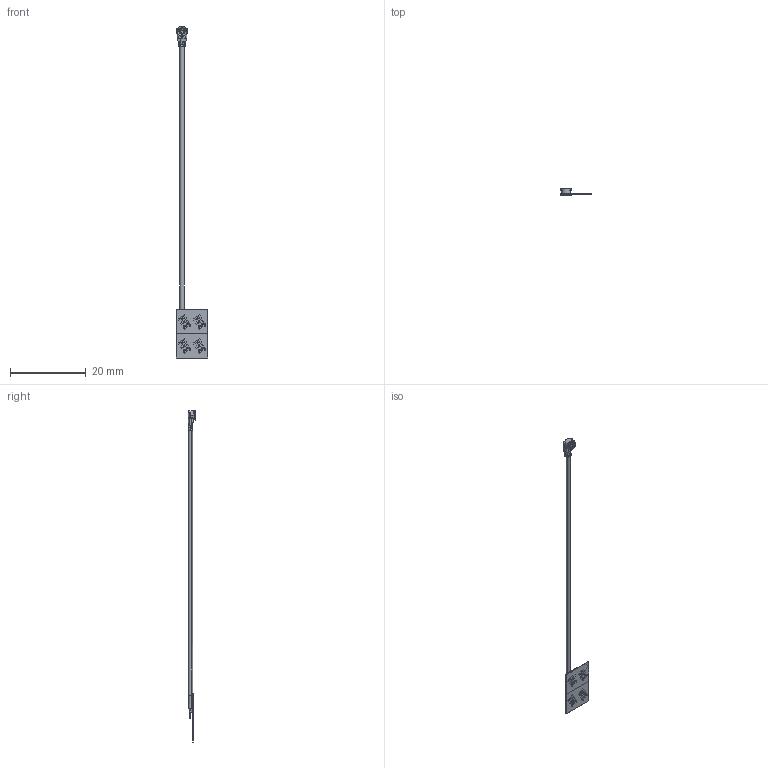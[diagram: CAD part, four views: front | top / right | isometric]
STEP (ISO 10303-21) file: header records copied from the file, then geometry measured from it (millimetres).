
FILE_DESCRIPTION (( 'STEP AP214' ), '1' );
FILE_NAME ('FXP29.07.0070A_web.STEP', '2022-03-15T15:06:19', ( '' ), ( '' ), 'SwSTEP 2.0', 'SolidWorks 2018', '' );
FILE_SCHEMA (( 'AUTOMOTIVE_DESIGN' ));
Length unit declared in the file: millimetre
Products named in the file (1): FXP29.07.0070A_web
Bounding box: 8.4 x 2.1 x 87.75 mm (x, y, z)
Surface area: 548.6 mm2 (no closed solid volume)
Topology: 0 solids, 4 shells, 270 faces, 1136 edges, 817 vertices
Faces by surface type: plane 169, cylinder 61, bspline 23, cone 17
Entity records: 18320 total; most frequent: CARTESIAN_POINT 8403, ORIENTED_EDGE 1958, EDGE_CURVE 1132, B_SPLINE_CURVE_WITH_KNOTS 1104, VERTEX_POINT 817, DIRECTION 496, EDGE_LOOP 318, UNCERTAINTY_MEASURE_WITH_UNIT 272
